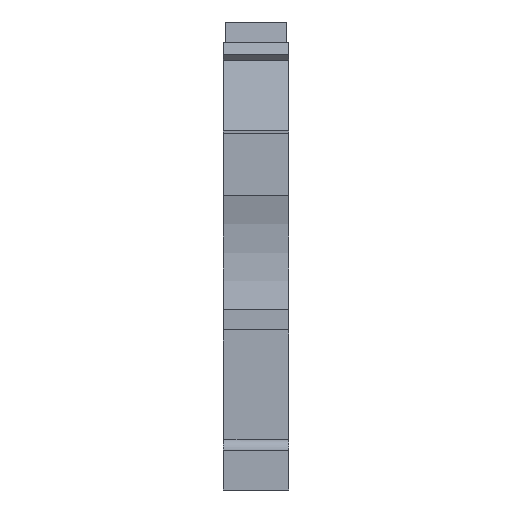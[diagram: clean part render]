
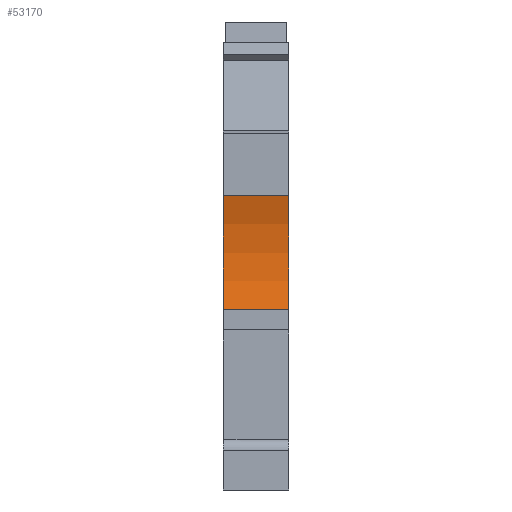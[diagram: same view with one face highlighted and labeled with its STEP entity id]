
A CAD part, front view. The second image highlights one B-rep face of the part: STEP entity #53170.
In plain terms, the highlighted cylindrical face has radius 15 mm (diameter 30 mm), a partial arc.
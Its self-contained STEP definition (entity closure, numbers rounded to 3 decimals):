
#10580=CARTESIAN_POINT('',(-22.368,-21.2,
53.67));
#10590=VERTEX_POINT('',#10580);
#10620=CARTESIAN_POINT('',(-22.368,-21.2,
53.67));
#10630=DIRECTION('',(0.,0.,1.));
#10640=VECTOR('',#10630,1.);
#10650=LINE('',#10620,#10640);
#10660=CARTESIAN_POINT('',(-22.368,-21.2,
48.52));
#10670=VERTEX_POINT('',#10660);
#10680=EDGE_CURVE('',#10670,#10590,#10650,.T.);
#19050=CARTESIAN_POINT('',(-22.368,-30.2,
53.67));
#19060=VERTEX_POINT('',#19050);
#19090=CARTESIAN_POINT('',(-36.677,-25.7,
53.67));
#19100=DIRECTION('',(0.,0.,1.));
#19110=DIRECTION('',(1.,0.,0.));
#19120=AXIS2_PLACEMENT_3D('',#19090,#19100,#19110);
#19130=CIRCLE('',#19120,15.);
#19140=EDGE_CURVE('',#19060,#10590,#19130,.T.);
#48500=CARTESIAN_POINT('',(-22.368,-30.2,
48.52));
#48510=VERTEX_POINT('',#48500);
#48540=CARTESIAN_POINT('',(-22.368,-30.2,
53.67));
#48550=DIRECTION('',(0.,0.,1.));
#48560=VECTOR('',#48550,1.);
#48570=LINE('',#48540,#48560);
#48580=EDGE_CURVE('',#48510,#19060,#48570,.T.);
#49190=CARTESIAN_POINT('',(-36.677,-25.7,
48.52));
#49200=DIRECTION('',(0.,0.,1.));
#49210=DIRECTION('',(1.,0.,0.));
#49220=AXIS2_PLACEMENT_3D('',#49190,#49200,#49210);
#49230=CIRCLE('',#49220,15.);
#49240=EDGE_CURVE('',#48510,#10670,#49230,.T.);
#53060=CARTESIAN_POINT('',(-36.677,-25.7,53.67));
#53070=DIRECTION('',(0.,0.,1.));
#53080=DIRECTION('',(1.,0.,0.));
#53090=AXIS2_PLACEMENT_3D('',#53060,#53070,#53080);
#53100=CYLINDRICAL_SURFACE('',#53090,15.);
#53110=ORIENTED_EDGE('',*,*,#48580,.T.);
#53120=ORIENTED_EDGE('',*,*,#49240,.F.);
#53130=ORIENTED_EDGE('',*,*,#10680,.F.);
#53140=ORIENTED_EDGE('',*,*,#19140,.T.);
#53150=EDGE_LOOP('',(#53140,#53130,#53120,#53110));
#53160=FACE_OUTER_BOUND('',#53150,.T.);
#53170=ADVANCED_FACE('',(#53160),#53100,.F.);
